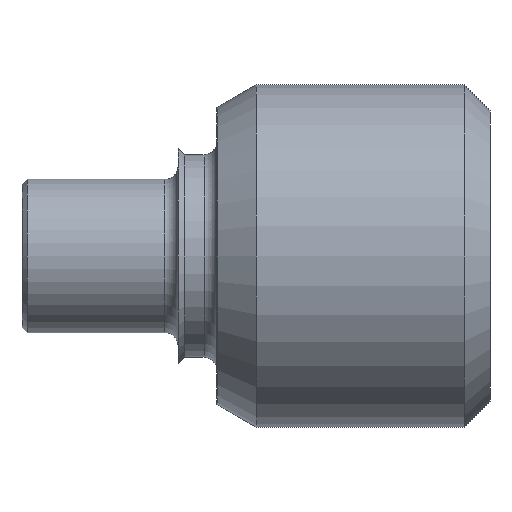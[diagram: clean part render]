
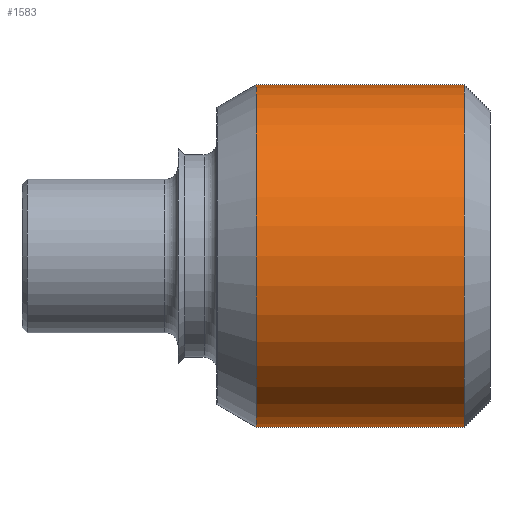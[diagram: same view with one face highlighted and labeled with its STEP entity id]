
A CAD part, front view. The second image highlights one B-rep face of the part: STEP entity #1583.
In plain terms, the highlighted cylindrical face has radius 6.579 mm (diameter 13.158 mm), a partial arc.
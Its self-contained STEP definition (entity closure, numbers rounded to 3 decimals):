
#528=CARTESIAN_POINT('',(9.,0.,6.579));
#529=VERTEX_POINT('',#528);
#537=CARTESIAN_POINT('',(9.,-0.,-6.579));
#538=VERTEX_POINT('',#537);
#545=CARTESIAN_POINT('',(9.,0.,0.));
#546=DIRECTION('',(1.,0.,-0.));
#547=DIRECTION('',(-0.,0.,-1.));
#548=AXIS2_PLACEMENT_3D('',#545,#546,#547);
#549=CIRCLE('',#548,6.579);
#550=EDGE_CURVE('',#529,#538,#549,.T.);
#560=CARTESIAN_POINT('',(17.,0.,6.579));
#561=VERTEX_POINT('',#560);
#562=CARTESIAN_POINT('',(9.,-0.,6.579));
#563=DIRECTION('',(1.,-0.,-0.));
#564=VECTOR('',#563,8.);
#565=LINE('',#562,#564);
#566=EDGE_CURVE('',#529,#561,#565,.T.);
#568=CARTESIAN_POINT('',(17.,-0.,-6.579));
#569=VERTEX_POINT('',#568);
#577=CARTESIAN_POINT('',(9.,0.,-6.579));
#578=DIRECTION('',(1.,0.,-0.));
#579=VECTOR('',#578,8.);
#580=LINE('',#577,#579);
#581=EDGE_CURVE('',#538,#569,#580,.T.);
#621=CARTESIAN_POINT('',(17.,0.,0.));
#622=DIRECTION('',(1.,0.,-0.));
#623=DIRECTION('',(-0.,0.,-1.));
#624=AXIS2_PLACEMENT_3D('',#621,#622,#623);
#625=CIRCLE('',#624,6.579);
#626=EDGE_CURVE('',#561,#569,#625,.T.);
#1572=CARTESIAN_POINT('',(18.,0.,0.));
#1573=DIRECTION('',(-1.,-0.,0.));
#1574=DIRECTION('',(-0.,0.,-1.));
#1575=AXIS2_PLACEMENT_3D('',#1572,#1573,#1574);
#1576=CYLINDRICAL_SURFACE('',#1575,6.579);
#1577=ORIENTED_EDGE('',*,*,#566,.F.);
#1578=ORIENTED_EDGE('',*,*,#550,.T.);
#1579=ORIENTED_EDGE('',*,*,#581,.T.);
#1580=ORIENTED_EDGE('',*,*,#626,.F.);
#1581=EDGE_LOOP('',(#1577,#1578,#1579,#1580));
#1582=FACE_BOUND('',#1581,.T.);
#1583=ADVANCED_FACE('',(#1582),#1576,.T.);
